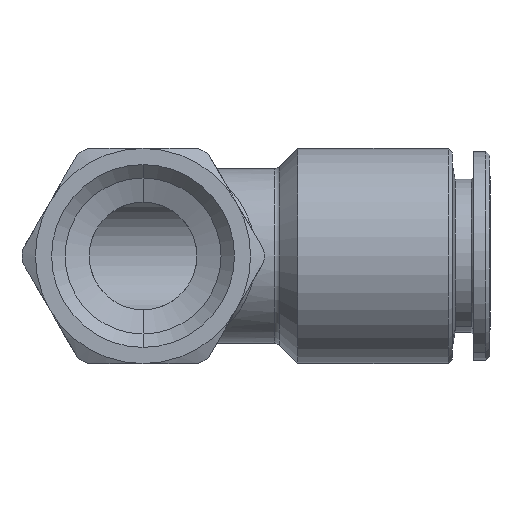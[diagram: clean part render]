
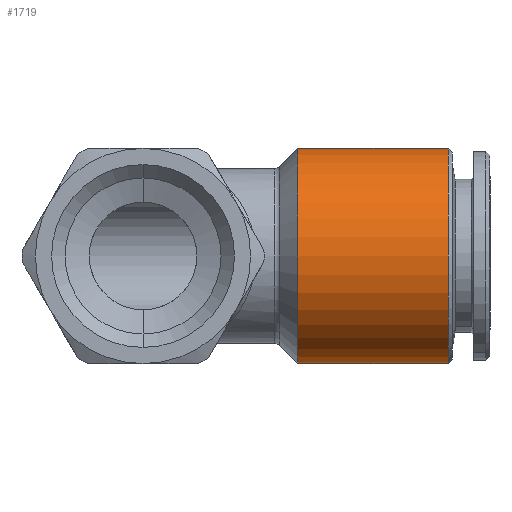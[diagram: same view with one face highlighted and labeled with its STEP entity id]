
A CAD part, front view. The second image highlights one B-rep face of the part: STEP entity #1719.
In plain terms, the highlighted cylindrical face has radius 8 mm (diameter 16 mm), a partial arc.
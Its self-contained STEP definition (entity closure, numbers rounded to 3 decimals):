
#151 = VERTEX_POINT ( 'NONE', #862 ) ;
#154 = VERTEX_POINT ( 'NONE', #850 ) ;
#850 = CARTESIAN_POINT ( 'NONE',  ( 11.5, 0., -8. ) ) ;
#862 = CARTESIAN_POINT ( 'NONE',  ( 11.5, 0., 8. ) ) ;
#1315 = CARTESIAN_POINT ( 'NONE',  ( 22.7, 0., -8. ) ) ;
#1491 = VERTEX_POINT ( 'NONE', #1315 ) ;
#1719 = ADVANCED_FACE ( 'NONE', ( #2191 ), #2196, .T. ) ;
#1721 = ORIENTED_EDGE ( 'NONE', *, *, #1724, .T. ) ;
#1723 = ORIENTED_EDGE ( 'NONE', *, *, #2945, .T. ) ;
#1724 = EDGE_CURVE ( 'NONE', #1491, #2943, #2172, .T. ) ;
#1725 = EDGE_LOOP ( 'NONE', ( #1730, #1721, #1723, #1728 ) ) ;
#1726 = EDGE_CURVE ( 'NONE', #151, #154, #2237, .T. ) ;
#1728 = ORIENTED_EDGE ( 'NONE', *, *, #1726, .T. ) ;
#1730 = ORIENTED_EDGE ( 'NONE', *, *, #2935, .F. ) ;
#1956 = DIRECTION ( 'NONE',  ( 0., 0., -1. ) ) ;
#1957 = DIRECTION ( 'NONE',  ( 0., 0., 1. ) ) ;
#2169 = DIRECTION ( 'NONE',  ( -1., 0., 0. ) ) ;
#2170 = CARTESIAN_POINT ( 'NONE',  ( 22.7, 0., 0. ) ) ;
#2171 = AXIS2_PLACEMENT_3D ( 'NONE', #2170, #2169, #1957 ) ;
#2172 = CIRCLE ( 'NONE', #2171, 8. ) ;
#2183 = DIRECTION ( 'NONE',  ( 0., 0., 1. ) ) ;
#2191 = FACE_OUTER_BOUND ( 'NONE', #1725, .T. ) ;
#2193 = DIRECTION ( 'NONE',  ( -1., 0., 0. ) ) ;
#2194 = CARTESIAN_POINT ( 'NONE',  ( 0., 0., 0. ) ) ;
#2195 = AXIS2_PLACEMENT_3D ( 'NONE', #2194, #2193, #2183 ) ;
#2196 = CYLINDRICAL_SURFACE ( 'NONE', #2195, 8. ) ;
#2234 = DIRECTION ( 'NONE',  ( 1., 0., 0. ) ) ;
#2235 = CARTESIAN_POINT ( 'NONE',  ( 11.5, 0., 0. ) ) ;
#2236 = AXIS2_PLACEMENT_3D ( 'NONE', #2235, #2234, #1956 ) ;
#2237 = CIRCLE ( 'NONE', #2236, 8. ) ;
#2691 = DIRECTION ( 'NONE',  ( -1., 0., 0. ) ) ;
#2692 = VECTOR ( 'NONE', #2691, 1000. ) ;
#2693 = CARTESIAN_POINT ( 'NONE',  ( 0., 0., 8. ) ) ;
#2694 = LINE ( 'NONE', #2693, #2692 ) ;
#2721 = CARTESIAN_POINT ( 'NONE',  ( 22.7, 0., 8. ) ) ;
#2733 = DIRECTION ( 'NONE',  ( -1., 0., 0. ) ) ;
#2734 = VECTOR ( 'NONE', #2733, 1000. ) ;
#2735 = CARTESIAN_POINT ( 'NONE',  ( 0., 0., -8. ) ) ;
#2736 = LINE ( 'NONE', #2735, #2734 ) ;
#2935 = EDGE_CURVE ( 'NONE', #1491, #154, #2736, .T. ) ;
#2943 = VERTEX_POINT ( 'NONE', #2721 ) ;
#2945 = EDGE_CURVE ( 'NONE', #2943, #151, #2694, .T. ) ;
